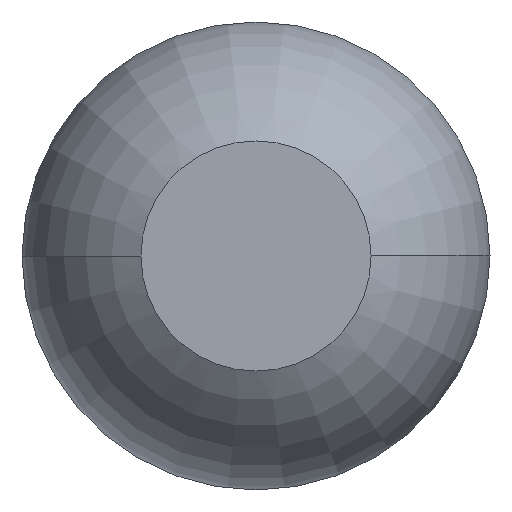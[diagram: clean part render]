
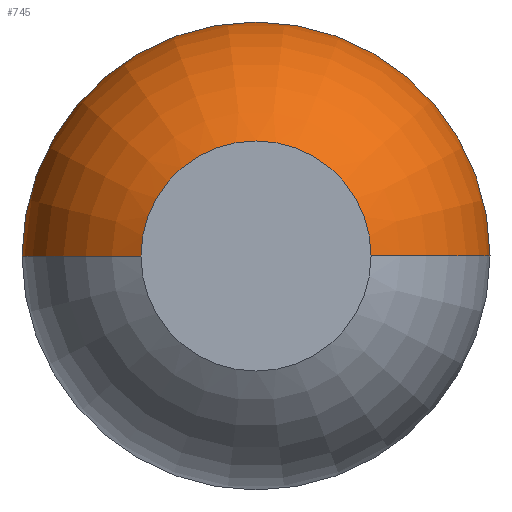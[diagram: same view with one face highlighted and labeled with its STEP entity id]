
A CAD part, front view. The second image highlights one B-rep face of the part: STEP entity #745.
In plain terms, the highlighted toroidal (fillet/blend) face has major radius 0.005 mm and minor radius 0.3 mm.
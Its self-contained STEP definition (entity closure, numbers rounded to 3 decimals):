
#245 = AXIS2_PLACEMENT_3D ( 'NONE', #2454, #2685, #2962 ) ;
#306 = DIRECTION ( 'NONE',  ( -1., 0., 0. ) ) ;
#369 = CIRCLE ( 'NONE', #1295, 0.15 ) ;
#540 = CARTESIAN_POINT ( 'NONE',  ( -0.15, -29., 0. ) ) ;
#745 = ADVANCED_FACE ( 'Defeature ausgef�hrt1_0', ( #1098 ), #1409, .T. ) ;
#760 = ORIENTED_EDGE ( 'NONE', *, *, #815, .F. ) ;
#771 = CIRCLE ( 'NONE', #245, 0.305 ) ;
#800 = DIRECTION ( 'NONE',  ( 0., 1., 0. ) ) ;
#801 = AXIS2_PLACEMENT_3D ( 'NONE', #2878, #1808, #2353 ) ;
#815 = EDGE_CURVE ( 'NONE', #1274, #2140, #2005, .T. ) ;
#851 = CARTESIAN_POINT ( 'NONE',  ( 0., -28.737, 0. ) ) ;
#869 = DIRECTION ( 'NONE',  ( -1., 0., 0. ) ) ;
#1098 = FACE_OUTER_BOUND ( 'NONE', #1428, .T. ) ;
#1125 = DIRECTION ( 'NONE',  ( 0., 0., -1. ) ) ;
#1202 = CARTESIAN_POINT ( 'NONE',  ( 0.305, -28.737, 0. ) ) ;
#1210 = CARTESIAN_POINT ( 'NONE',  ( -0.305, -28.737, 0. ) ) ;
#1244 = EDGE_CURVE ( 'NONE', #2107, #3302, #1963, .T. ) ;
#1273 = ORIENTED_EDGE ( 'NONE', *, *, #2301, .T. ) ;
#1274 = VERTEX_POINT ( 'NONE', #540 ) ;
#1295 = AXIS2_PLACEMENT_3D ( 'NONE', #3120, #800, #306 ) ;
#1343 = DIRECTION ( 'NONE',  ( -1., 0., 0. ) ) ;
#1409 = TOROIDAL_SURFACE ( 'NONE', #2198, 0.005, 0.3 ) ;
#1423 = ORIENTED_EDGE ( 'NONE', *, *, #2916, .F. ) ;
#1428 = EDGE_LOOP ( 'NONE', ( #1273, #2821, #1423, #760 ) ) ;
#1631 = DIRECTION ( 'NONE',  ( 0., 1., 0. ) ) ;
#1684 = AXIS2_PLACEMENT_3D ( 'NONE', #2347, #1125, #1343 ) ;
#1808 = DIRECTION ( 'NONE',  ( 0., 0., 1. ) ) ;
#1963 = CIRCLE ( 'NONE', #801, 0.3 ) ;
#1981 = CARTESIAN_POINT ( 'NONE',  ( 0.15, -29., 0. ) ) ;
#2005 = CIRCLE ( 'NONE', #1684, 0.3 ) ;
#2107 = VERTEX_POINT ( 'NONE', #1981 ) ;
#2140 = VERTEX_POINT ( 'NONE', #1210 ) ;
#2198 = AXIS2_PLACEMENT_3D ( 'NONE', #851, #1631, #869 ) ;
#2301 = EDGE_CURVE ( 'Defeature ausgef�hrt1_0+Defeature ausgef�hrt1_15+Defeature ausgef�hrt1_15+Defeature ausgef�hrt1_15', #1274, #2107, #369, .T. ) ;
#2347 = CARTESIAN_POINT ( 'NONE',  ( -0.005, -28.737, 0. ) ) ;
#2353 = DIRECTION ( 'NONE',  ( 1., 0., 0. ) ) ;
#2454 = CARTESIAN_POINT ( 'NONE',  ( 0., -28.737, 0. ) ) ;
#2685 = DIRECTION ( 'NONE',  ( 0., 1., 0. ) ) ;
#2821 = ORIENTED_EDGE ( 'NONE', *, *, #1244, .T. ) ;
#2878 = CARTESIAN_POINT ( 'NONE',  ( 0.005, -28.737, 0. ) ) ;
#2916 = EDGE_CURVE ( 'Defeature ausgef�hrt1_2+Defeature ausgef�hrt1_0+Defeature ausgef�hrt1_0+Defeature ausgef�hrt1_0', #2140, #3302, #771, .T. ) ;
#2962 = DIRECTION ( 'NONE',  ( -1., 0., 0. ) ) ;
#3120 = CARTESIAN_POINT ( 'NONE',  ( 0., -29., 0. ) ) ;
#3302 = VERTEX_POINT ( 'NONE', #1202 ) ;
